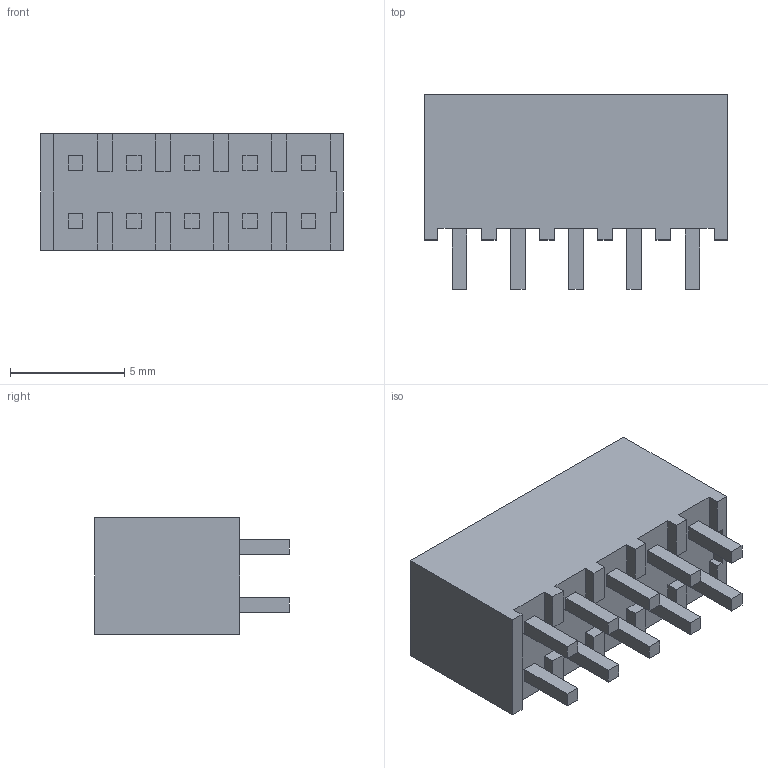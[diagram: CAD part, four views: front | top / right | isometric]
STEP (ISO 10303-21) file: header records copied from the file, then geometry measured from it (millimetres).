
FILE_DESCRIPTION(/* description */ ('STEP AP214'),/* implementation_level */ '2;1');
FILE_NAME(/* name */ 'IPT1-105-01-L-D',/* time_stamp */ '2024-10-18T04:25:18+02:00',/* author */ ('License CC BY-ND 4.0'),/* organization */ ('CADENAS'),/* preprocessor_version */ 'ST-DEVELOPER v19.3',/* originating_system */ 'PARTsolutions',/* authorisation */ ' ');
FILE_SCHEMA (('AUTOMOTIVE_DESIGN {1 0 10303 214 3 1 1}'));
Length unit declared in the file: inch
Products named in the file (4): IPT1-105-01-L-D; IPT1-105-01-L-D_terminal; IPT1-105-01-LD_pin; IPT1-105-01-LD2PIN
Assembly tree (3 placements, depth 2):
  IPT1-105-01-L-D
    IPT1-105-01-L-D_terminal
    IPT1-105-01-LD_pin
    IPT1-105-01-LD2PIN
Bounding box: 13.21 x 8.51 x 5.08 mm (x, y, z)
Volume: 283.8 mm3; surface area: 1067.1 mm2
Topology: 3 solids, 3 shells, 230 faces, 642 edges, 428 vertices
Faces by surface type: plane 220, cone 10
Entity records: 7391 total; most frequent: CARTESIAN_POINT 1304, ORIENTED_EDGE 1284, DIRECTION 1130, EDGE_CURVE 642, LINE 622, VECTOR 622, VERTEX_POINT 428, EDGE_LOOP 260
